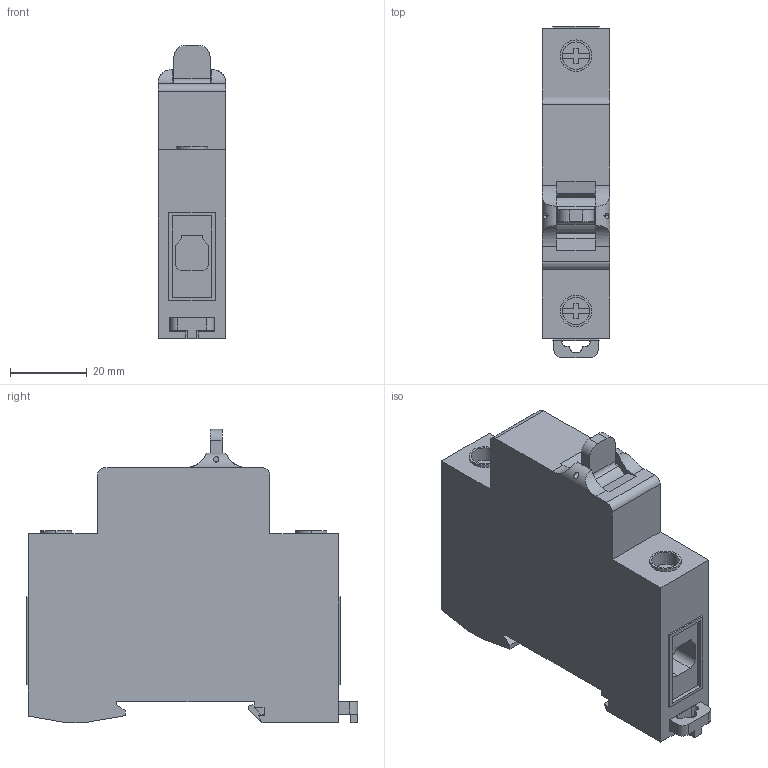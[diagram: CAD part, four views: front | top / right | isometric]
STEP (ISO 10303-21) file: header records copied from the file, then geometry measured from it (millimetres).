
FILE_DESCRIPTION (( 'STEP AP203' ), '1' );
FILE_NAME ('EZ3331.STEP', '2019-11-12T20:48:13', ( '' ), ( '' ), 'SwSTEP 2.0', 'SolidWorks 2019', '' );
FILE_SCHEMA (( 'CONFIG_CONTROL_DESIGN' ));
Length unit declared in the file: millimetre
Products named in the file (1): EZ3331
Bounding box: 17.7 x 86.4 x 76.5 mm (x, y, z)
Volume: 77825.1 mm3; surface area: 19370.9 mm2
Topology: 5 solids, 5 shells, 255 faces, 695 edges, 462 vertices
Faces by surface type: plane 198, cylinder 57
Entity records: 8220 total; most frequent: CARTESIAN_POINT 1595, ORIENTED_EDGE 1390, DIRECTION 1305, EDGE_CURVE 695, LINE 569, VECTOR 569, VERTEX_POINT 462, AXIS2_PLACEMENT_3D 368
